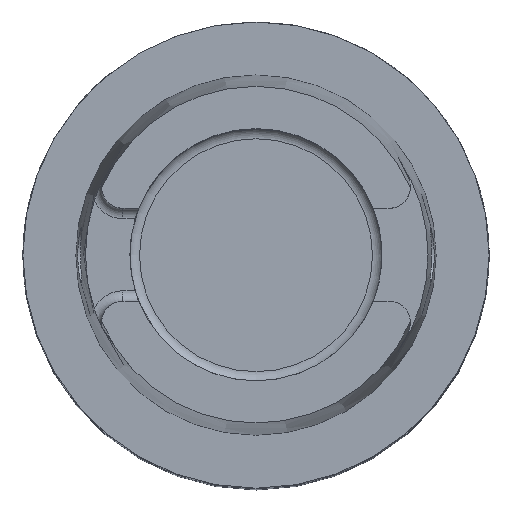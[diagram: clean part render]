
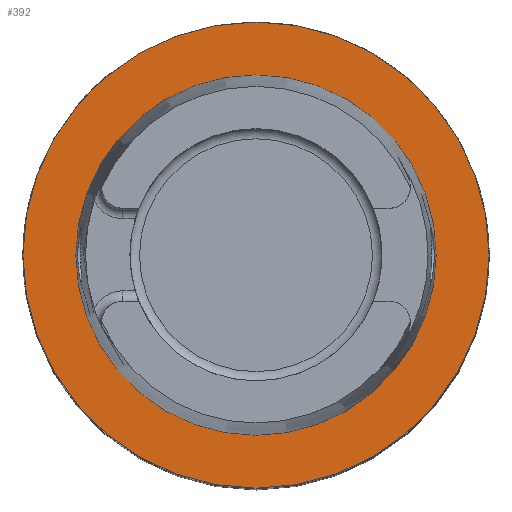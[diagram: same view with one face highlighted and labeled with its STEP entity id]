
A CAD part, top view. The second image highlights one B-rep face of the part: STEP entity #392.
In plain terms, the highlighted planar face has unit normal (0, 0, 1).
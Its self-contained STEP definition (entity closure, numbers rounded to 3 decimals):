
#392=ADVANCED_FACE('',(#510,#511),#459,.F.);
#459=PLANE('',#1555);
#510=FACE_BOUND('',#576,.T.);
#511=FACE_BOUND('',#577,.T.);
#576=EDGE_LOOP('',(#778));
#577=EDGE_LOOP('',(#779));
#778=ORIENTED_EDGE('',*,*,#1253,.F.);
#779=ORIENTED_EDGE('',*,*,#1252,.T.);
#1093=VERTEX_POINT('',#2573);
#1094=VERTEX_POINT('',#2576);
#1252=EDGE_CURVE('',#1093,#1093,#1415,.T.);
#1253=EDGE_CURVE('',#1094,#1094,#1416,.T.);
#1415=CIRCLE('',#1552,24.321);
#1416=CIRCLE('',#1554,31.47);
#1552=AXIS2_PLACEMENT_3D('',#2572,#1800,#1801);
#1554=AXIS2_PLACEMENT_3D('',#2575,#1804,#1805);
#1555=AXIS2_PLACEMENT_3D('',#2577,#1806,#1807);
#1800=DIRECTION('',(0.,0.,-1.));
#1801=DIRECTION('',(1.,0.,0.));
#1804=DIRECTION('',(0.,0.,-1.));
#1805=DIRECTION('',(1.,0.,0.));
#1806=DIRECTION('',(0.,0.,-1.));
#1807=DIRECTION('',(1.,0.,0.));
#2572=CARTESIAN_POINT('',(0.,0.,0.));
#2573=CARTESIAN_POINT('',(24.321,0.,0.));
#2575=CARTESIAN_POINT('',(0.,0.,0.));
#2576=CARTESIAN_POINT('',(31.47,0.,0.));
#2577=CARTESIAN_POINT('',(0.,-25.43,0.));
